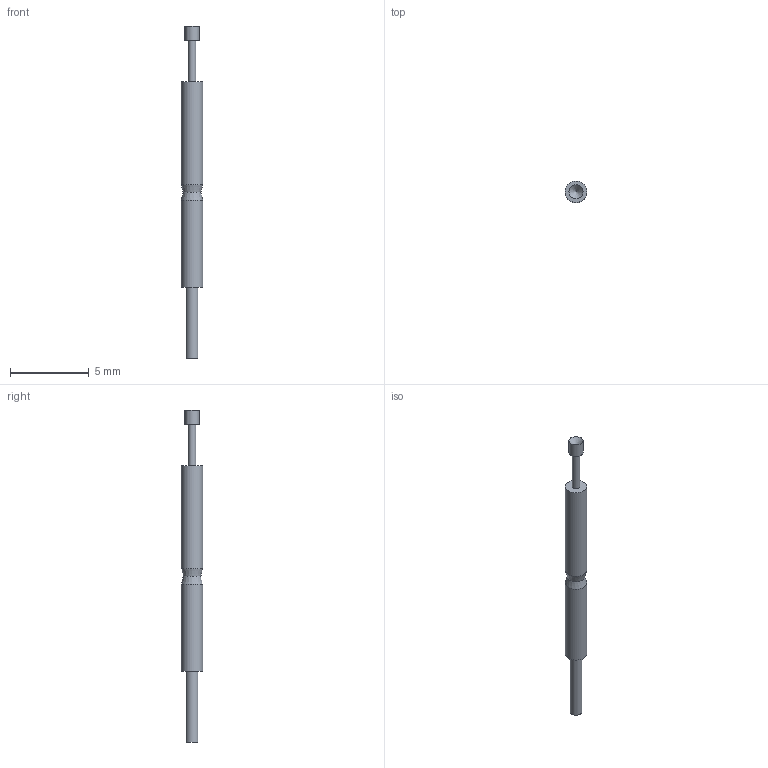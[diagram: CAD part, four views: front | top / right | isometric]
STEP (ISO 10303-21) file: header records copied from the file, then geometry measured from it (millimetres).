
FILE_DESCRIPTION(('FreeCAD Model'),'2;1');
FILE_NAME('Open CASCADE Shape Model','2021-04-18T00:40:44',('FreeCAD'),( 'FreeCAD'),'Open CASCADE STEP processor 7.5','FreeCAD','Unknown');
FILE_SCHEMA(('AUTOMOTIVE_DESIGN_CC2 { 1 2 10303 214 -1 1 5 4 }'));
Length unit declared in the file: millimetre
Products named in the file (3): Open CASCADE STEP translator 7.5 1; Open CASCADE STEP translator 7.5 1.1; Open CASCADE STEP translator 7.5 1.2
Assembly tree (2 placements, depth 2):
  Open CASCADE STEP translator 7.5 1
    Open CASCADE STEP translator 7.5 1.1
    Open CASCADE STEP translator 7.5 1.2
Bounding box: 1.36 x 1.36 x 21.05 mm (x, y, z)
Volume: 19.9 mm3; surface area: 99.4 mm2
Topology: 2 solids, 2 shells, 15 faces, 23 edges, 14 vertices
Faces by surface type: plane 6, cylinder 6, cone 3
Full cylindrical faces by diameter (mm): 0.48 x1, 0.5 x1, 0.75 x1, 0.9 x1, 1.36 x2
Entity records: 660 total; most frequent: DIRECTION 112, CARTESIAN_POINT 101, ORIENTED_EDGE 44, PCURVE 44, DEFINITIONAL_REPRESENTATION 44, LINE 41, VECTOR 41, AXIS2_PLACEMENT_3D 31
